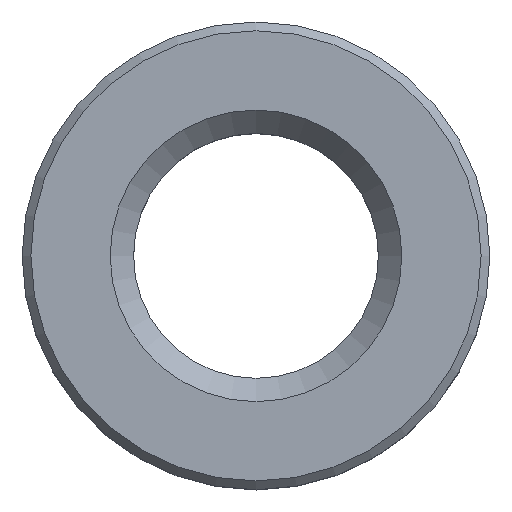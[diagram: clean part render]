
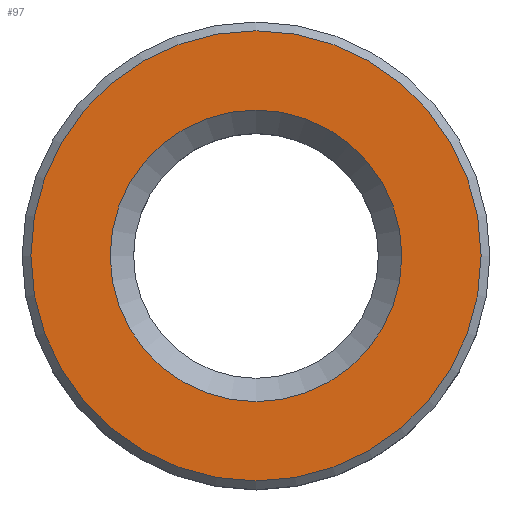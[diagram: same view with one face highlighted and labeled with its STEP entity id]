
A CAD part, top view. The second image highlights one B-rep face of the part: STEP entity #97.
In plain terms, the highlighted planar face has unit normal (0, 0, 1).
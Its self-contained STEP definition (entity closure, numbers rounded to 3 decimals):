
#15=PLANE('',#110);
#21=FACE_BOUND('',#40,.T.);
#29=FACE_OUTER_BOUND('',#39,.T.);
#39=EDGE_LOOP('',(#79));
#40=EDGE_LOOP('',(#80));
#51=CIRCLE('',#106,7.7);
#54=CIRCLE('',#111,4.988);
#59=VERTEX_POINT('',#157);
#62=VERTEX_POINT('',#165);
#67=EDGE_CURVE('',#59,#59,#51,.T.);
#70=EDGE_CURVE('',#62,#62,#54,.T.);
#79=ORIENTED_EDGE('',*,*,#67,.F.);
#80=ORIENTED_EDGE('',*,*,#70,.F.);
#97=ADVANCED_FACE('',(#29,#21),#15,.F.);
#106=AXIS2_PLACEMENT_3D('',#158,#125,#126);
#110=AXIS2_PLACEMENT_3D('',#164,#133,#134);
#111=AXIS2_PLACEMENT_3D('',#166,#135,#136);
#125=DIRECTION('center_axis',(0.,0.,-1.));
#126=DIRECTION('ref_axis',(-1.,0.,0.));
#133=DIRECTION('center_axis',(0.,0.,-1.));
#134=DIRECTION('ref_axis',(-1.,0.,0.));
#135=DIRECTION('center_axis',(0.,0.,1.));
#136=DIRECTION('ref_axis',(-1.,0.,0.));
#157=CARTESIAN_POINT('',(7.7,0.,6.));
#158=CARTESIAN_POINT('Origin',(0.,0.,6.));
#164=CARTESIAN_POINT('Origin',(0.,0.,6.));
#165=CARTESIAN_POINT('',(4.988,0.,6.));
#166=CARTESIAN_POINT('Origin',(0.,0.,6.));
